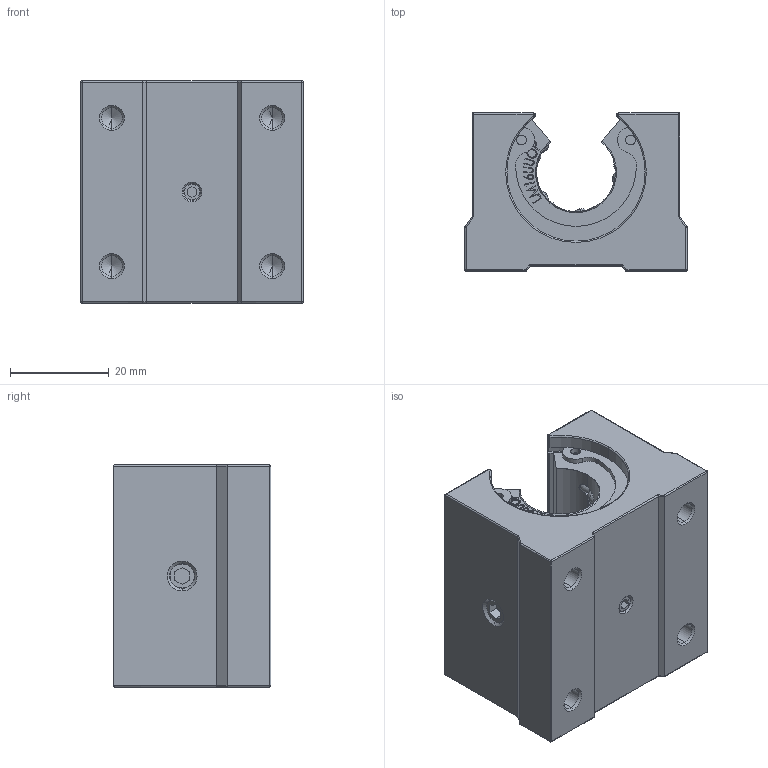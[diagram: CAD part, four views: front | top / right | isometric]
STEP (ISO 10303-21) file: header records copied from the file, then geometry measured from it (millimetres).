
FILE_DESCRIPTION (( 'STEP AP214' ), '1' );
FILE_NAME ('SBR16UU 16mm Open Linear Bearing.STEP', '2015-01-24T14:48:34', ( 'Admin' ), ( '' ), 'SwSTEP 2.0', 'SolidWorks 2014', '' );
FILE_SCHEMA (( 'AUTOMOTIVE_DESIGN' ));
Length unit declared in the file: millimetre
Products named in the file (8): binnenwerk; kogel; LM16UU Binnenwerks; springveer; socket set screw flat point_iso_ISO 4026 - M4 x 2.5-N; socket set screw dog point_iso_ISO 4028 - M6 x 8-N; X-as Geleideblok_huis; SBR16UU 16mm Open Linear Bearing
Assembly tree (55 placements, depth 3):
  SBR16UU 16mm Open Linear Bearing
    X-as Geleideblok_huis
    socket set screw dog point_iso_ISO 4028 - M6 x 8-N
    socket set screw flat point_iso_ISO 4026 - M4 x 2.5-N
    springveer  x2
    binnenwerk
      LM16UU Binnenwerks
      kogel  x48
Bounding box: 45 x 32 x 45 mm (x, y, z)
Volume: 44338.5 mm3; surface area: 21833.2 mm2
Topology: 54 solids, 54 shells, 521 faces, 1445 edges, 946 vertices
Faces by surface type: plane 163, cylinder 120, sphere 100, bspline 74, cone 34, torus 30
Entity records: 18058 total; most frequent: CARTESIAN_POINT 7653, ORIENTED_EDGE 2108, DIRECTION 1932, EDGE_CURVE 1054, VERTEX_POINT 678, AXIS2_PLACEMENT_3D 669, VECTOR 594, LINE 594
